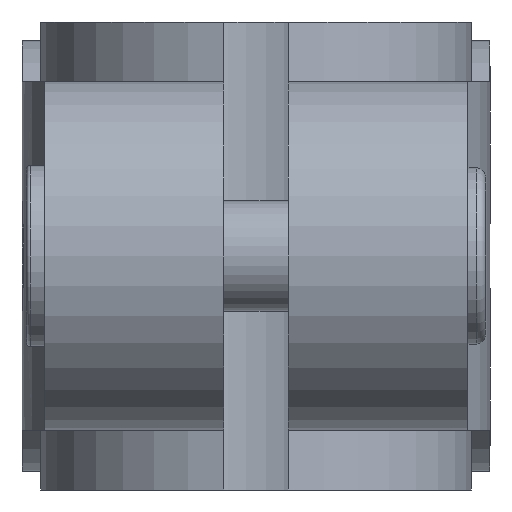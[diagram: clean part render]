
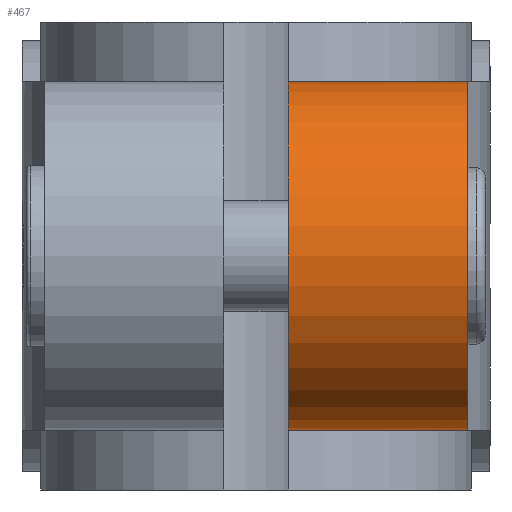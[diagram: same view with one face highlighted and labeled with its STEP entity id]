
A CAD part, left-side view. The second image highlights one B-rep face of the part: STEP entity #467.
In plain terms, the highlighted cylindrical face has radius 9.5 mm (diameter 19 mm), a partial arc.
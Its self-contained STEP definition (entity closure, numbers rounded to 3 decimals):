
#467 = ADVANCED_FACE( '', ( #981 ), #982, .T. );
#981 = FACE_OUTER_BOUND( '', #1519, .T. );
#982 = CYLINDRICAL_SURFACE( '', #1520, 9.5 );
#1519 = EDGE_LOOP( '', ( #2766, #2767, #2768, #2769 ) );
#1520 = AXIS2_PLACEMENT_3D( '', #2770, #2771, #2772 );
#2766 = ORIENTED_EDGE( '', *, *, #3401, .F. );
#2767 = ORIENTED_EDGE( '', *, *, #3273, .T. );
#2768 = ORIENTED_EDGE( '', *, *, #3333, .T. );
#2769 = ORIENTED_EDGE( '', *, *, #3221, .F. );
#2770 = CARTESIAN_POINT( '', ( -13., 11.5, 12.75 ) );
#2771 = DIRECTION( '', ( 0., 1., 0. ) );
#2772 = DIRECTION( '', ( 0., 0., -1. ) );
#3221 = EDGE_CURVE( '', #3908, #3910, #3911, .T. );
#3273 = EDGE_CURVE( '', #3972, #3977, #3979, .T. );
#3333 = EDGE_CURVE( '', #3977, #3910, #4060, .T. );
#3401 = EDGE_CURVE( '', #3972, #3908, #4136, .T. );
#3908 = VERTEX_POINT( '', #4866 );
#3910 = VERTEX_POINT( '', #4869 );
#3911 = LINE( '', #4870, #4871 );
#3972 = VERTEX_POINT( '', #4972 );
#3977 = VERTEX_POINT( '', #4979 );
#3979 = LINE( '', #4982, #4983 );
#4060 = CIRCLE( '', #5134, 9.5 );
#4136 = CIRCLE( '', #5248, 9.5 );
#4866 = CARTESIAN_POINT( '', ( -13., -1.75, 22.25 ) );
#4869 = CARTESIAN_POINT( '', ( -13., -11.5, 22.25 ) );
#4870 = CARTESIAN_POINT( '', ( -13., 11.5, 22.25 ) );
#4871 = VECTOR( '', #5610, 1000. );
#4972 = CARTESIAN_POINT( '', ( -13., -1.75, 3.25 ) );
#4979 = CARTESIAN_POINT( '', ( -13., -11.5, 3.25 ) );
#4982 = CARTESIAN_POINT( '', ( -13., 11.5, 3.25 ) );
#4983 = VECTOR( '', #5652, 1000. );
#5134 = AXIS2_PLACEMENT_3D( '', #5703, #5704, #5705 );
#5248 = AXIS2_PLACEMENT_3D( '', #5747, #5748, #5749 );
#5610 = DIRECTION( '', ( 0., -1., 0. ) );
#5652 = DIRECTION( '', ( 0., -1., 0. ) );
#5703 = CARTESIAN_POINT( '', ( -13., -11.5, 12.75 ) );
#5704 = DIRECTION( '', ( 0., 1., 0. ) );
#5705 = DIRECTION( '', ( 1., 0., 0. ) );
#5747 = CARTESIAN_POINT( '', ( -13., -1.75, 12.75 ) );
#5748 = DIRECTION( '', ( 0., 1., 0. ) );
#5749 = DIRECTION( '', ( 0., 0., 1. ) );
